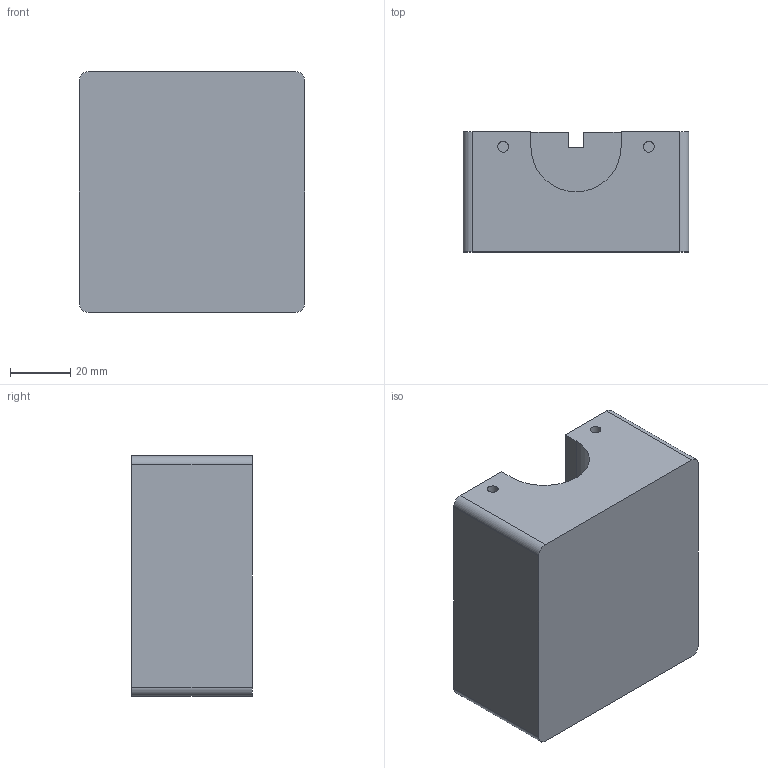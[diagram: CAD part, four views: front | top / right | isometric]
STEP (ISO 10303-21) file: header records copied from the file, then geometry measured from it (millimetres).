
FILE_DESCRIPTION(/* description */ (''),/* implementation_level */ '2;1');
FILE_NAME(/* name */ 'ΒΑΣΗ ΑΝΤΛΙΑΣ FINAL.stp',/* time_stamp */ '2024-03-01T18:34:21+02:00',/* author */ ('alexa'),/* organization */ (''),/* preprocessor_version */ 'ST-DEVELOPER v19',/* originating_system */ 'Autodesk Inventor 2023',/* authorisation */ '');
FILE_SCHEMA (('AUTOMOTIVE_DESIGN { 1 0 10303 214 3 1 1 }'));
Length unit declared in the file: millimetre
Products named in the file (1): ΒΑΣΗ ΑΝΤΛΙΑΣ 
FINAL
Bounding box: 75 x 40 x 80 mm (x, y, z)
Volume: 199649.8 mm3; surface area: 27082.1 mm2
Topology: 1 solids, 1 shells, 42 faces, 96 edges, 64 vertices
Faces by surface type: plane 29, cylinder 13
Full cylindrical faces by diameter (mm): 3.2 x2, 3.6 x4, 8.1 x2
Entity records: 1237 total; most frequent: DIRECTION 208, CARTESIAN_POINT 203, ORIENTED_EDGE 192, EDGE_CURVE 96, LINE 70, VECTOR 70, AXIS2_PLACEMENT_3D 69, VERTEX_POINT 64
